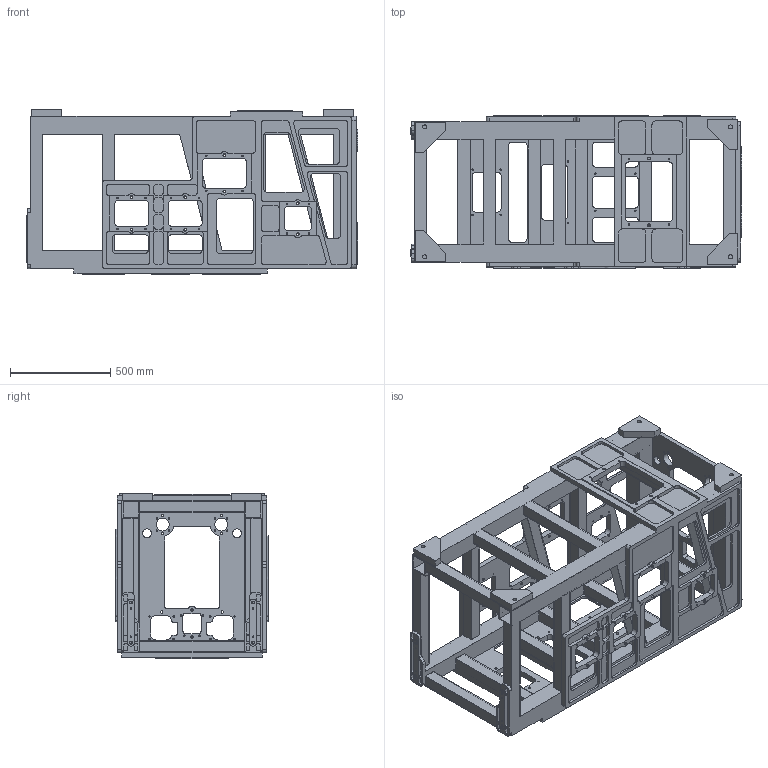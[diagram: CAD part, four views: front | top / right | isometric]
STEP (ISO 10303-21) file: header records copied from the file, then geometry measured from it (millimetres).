
FILE_DESCRIPTION(/* description */ (''),/* implementation_level */ '2;1');
FILE_NAME(/* name */ '01.15.29.01.00(рама).stp',/* time_stamp */ '2019-04-17T12:38:35+03:00',/* author */ (''),/* organization */ (''),/* preprocessor_version */ 'ST-DEVELOPER v16',/* originating_system */ 'SIEMENS PLM Software NX 11.0',/* authorisation */ '');
FILE_SCHEMA (('AP203_CONFIGURATION_CONTROLLED_3D_DESIGN_OF_MECHANICAL_PARTS_AND_ASSEMBLIES_MIM_LF { 1 0 10303 403 2 1 2}'));
Length unit declared in the file: millimetre
Products named in the file (1): 01.15.29.01.00(рама)
Bounding box: 1653 x 760 x 825 mm (x, y, z)
Volume: 64086864.6 mm3; surface area: 13227609.2 mm2
Topology: 1 solids, 20 shells, 1504 faces, 4345 edges, 2871 vertices
Faces by surface type: plane 826, cylinder 638, cone 40
Full cylindrical faces by diameter (mm): 6.7 x20, 6.75 x56, 12 x40, 20 x4, 45 x2, 65 x2, 110 x2
Entity records: 50264 total; most frequent: DIRECTION 8504, CARTESIAN_POINT 8471, ORIENTED_EDGE 8258, EDGE_CURVE 4129, AXIS2_PLACEMENT_3D 2874, VERTEX_POINT 2821, LINE 2756, VECTOR 2756
